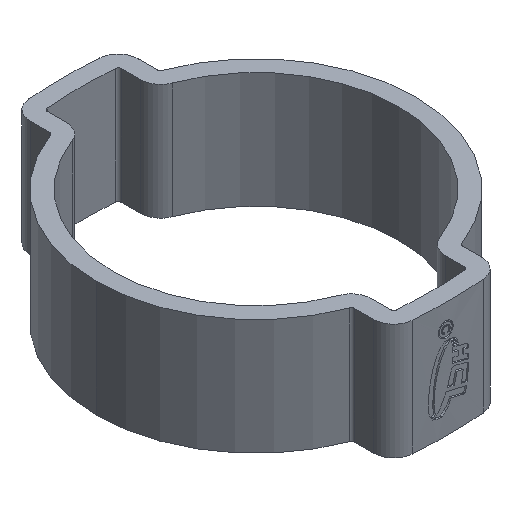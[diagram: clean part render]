
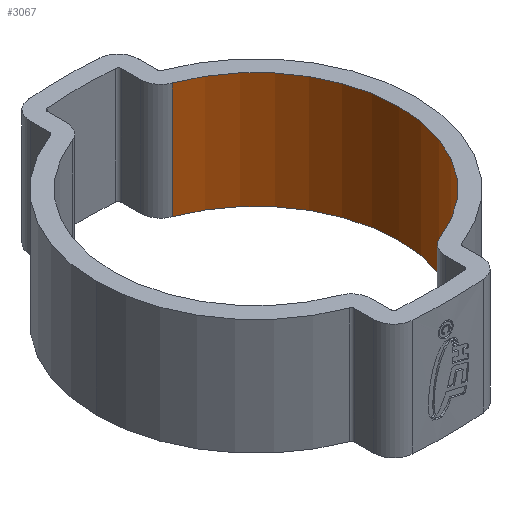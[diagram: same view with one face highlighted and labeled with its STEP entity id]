
A CAD part, isometric view. The second image highlights one B-rep face of the part: STEP entity #3067.
In plain terms, the highlighted cylindrical face has radius 9.25 mm (diameter 18.5 mm), a partial arc.
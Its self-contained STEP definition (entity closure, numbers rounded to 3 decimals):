
#108 = DIRECTION ( 'NONE',  ( 0., 0., -1. ) ) ;
#180 = VECTOR ( 'NONE', #108, 1000. ) ;
#480 = EDGE_CURVE ( 'NONE', #1831, #2626, #1846, .T. ) ;
#622 = ORIENTED_EDGE ( 'NONE', *, *, #480, .F. ) ;
#969 = EDGE_CURVE ( 'NONE', #1831, #3395, #2508, .T. ) ;
#1062 = CYLINDRICAL_SURFACE ( 'NONE', #1959, 9.25 ) ;
#1406 = DIRECTION ( 'NONE',  ( -1., 0., 0. ) ) ;
#1711 = EDGE_CURVE ( 'NONE', #2626, #2802, #2514, .T. ) ;
#1831 = VERTEX_POINT ( 'NONE', #4779 ) ;
#1844 = DIRECTION ( 'NONE',  ( 0., 0., -1. ) ) ;
#1846 = LINE ( 'NONE', #5441, #180 ) ;
#1938 = CARTESIAN_POINT ( 'NONE',  ( 0., 0., 3.75 ) ) ;
#1959 = AXIS2_PLACEMENT_3D ( 'NONE', #1938, #1844, #1406 ) ;
#2067 = DIRECTION ( 'NONE',  ( 0., 0., -1. ) ) ;
#2085 = DIRECTION ( 'NONE',  ( 0., 0., 1. ) ) ;
#2144 = CARTESIAN_POINT ( 'NONE',  ( 0., 0., -3.75 ) ) ;
#2412 = CARTESIAN_POINT ( 'NONE',  ( 3.244, -8.662, -3.75 ) ) ;
#2508 = CIRCLE ( 'NONE', #4813, 9.25 ) ;
#2514 = CIRCLE ( 'NONE', #2601, 9.25 ) ;
#2567 = EDGE_CURVE ( 'NONE', #3395, #2802, #2934, .T. ) ;
#2601 = AXIS2_PLACEMENT_3D ( 'NONE', #2144, #2085, #3517 ) ;
#2626 = VERTEX_POINT ( 'NONE', #2412 ) ;
#2642 = ORIENTED_EDGE ( 'NONE', *, *, #2567, .T. ) ;
#2802 = VERTEX_POINT ( 'NONE', #4723 ) ;
#2803 = CARTESIAN_POINT ( 'NONE',  ( 0., 0., 3.75 ) ) ;
#2858 = CARTESIAN_POINT ( 'NONE',  ( 3.244, 8.662, 3.75 ) ) ;
#2934 = LINE ( 'NONE', #4264, #3066 ) ;
#3066 = VECTOR ( 'NONE', #2067, 1000. ) ;
#3067 = ADVANCED_FACE ( 'NONE', ( #4478 ), #1062, .F. ) ;
#3395 = VERTEX_POINT ( 'NONE', #2858 ) ;
#3517 = DIRECTION ( 'NONE',  ( -1., 0., 0. ) ) ;
#4012 = ORIENTED_EDGE ( 'NONE', *, *, #1711, .F. ) ;
#4264 = CARTESIAN_POINT ( 'NONE',  ( 3.244, 8.662, 3.75 ) ) ;
#4478 = FACE_OUTER_BOUND ( 'NONE', #5139, .T. ) ;
#4560 = DIRECTION ( 'NONE',  ( 0., 0., 1. ) ) ;
#4723 = CARTESIAN_POINT ( 'NONE',  ( 3.244, 8.662, -3.75 ) ) ;
#4779 = CARTESIAN_POINT ( 'NONE',  ( 3.244, -8.662, 3.75 ) ) ;
#4813 = AXIS2_PLACEMENT_3D ( 'NONE', #2803, #4560, #5465 ) ;
#5109 = ORIENTED_EDGE ( 'NONE', *, *, #969, .T. ) ;
#5139 = EDGE_LOOP ( 'NONE', ( #4012, #622, #5109, #2642 ) ) ;
#5441 = CARTESIAN_POINT ( 'NONE',  ( 3.244, -8.662, 3.75 ) ) ;
#5465 = DIRECTION ( 'NONE',  ( -1., 0., 0. ) ) ;
